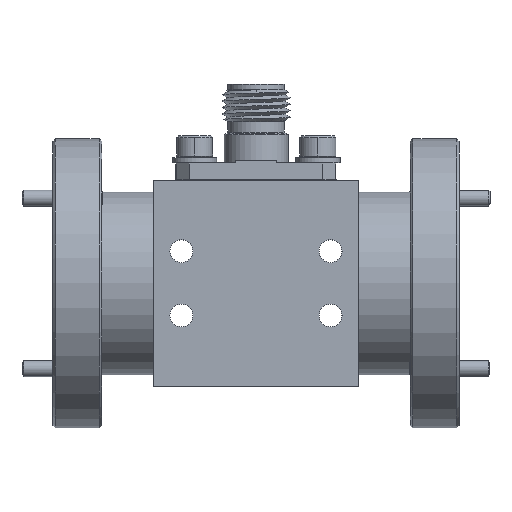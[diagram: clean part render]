
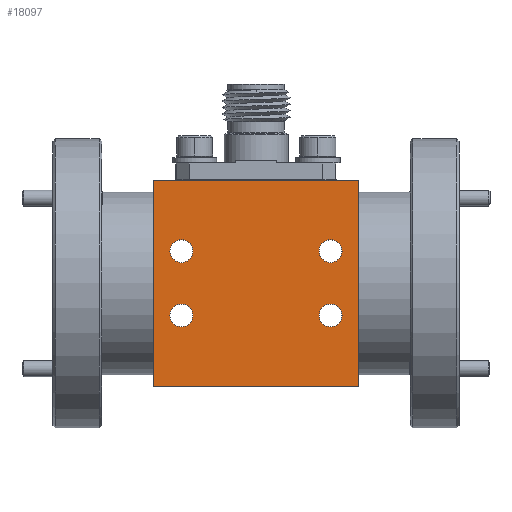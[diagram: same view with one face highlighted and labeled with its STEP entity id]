
A CAD part, front view. The second image highlights one B-rep face of the part: STEP entity #18097.
In plain terms, the highlighted planar face has unit normal (0, -1, 0).
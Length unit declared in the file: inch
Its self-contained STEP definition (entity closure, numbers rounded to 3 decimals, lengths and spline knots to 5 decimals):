
#64 = DIRECTION ( 'NONE',  ( 0., 1., 0. ) ) ;
#147 = CARTESIAN_POINT ( 'NONE',  ( -0.30095, -0.30245, -0.12809 ) ) ;
#172 = CIRCLE ( 'NONE', #12419, 0.0445 ) ;
#214 = VERTEX_POINT ( 'NONE', #18633 ) ;
#357 = DIRECTION ( 'NONE',  ( 0., 0., 1. ) ) ;
#420 = DIRECTION ( 'NONE',  ( 0., 0., 1. ) ) ;
#534 = AXIS2_PLACEMENT_3D ( 'NONE', #15612, #9407, #11004 ) ;
#609 = FACE_OUTER_BOUND ( 'NONE', #19395, .T. ) ;
#732 = CARTESIAN_POINT ( 'NONE',  ( 0.27905, -0.30245, 0.16641 ) ) ;
#944 = DIRECTION ( 'NONE',  ( 0., 0., 1. ) ) ;
#1053 = CIRCLE ( 'NONE', #8831, 0.0445 ) ;
#1625 = CARTESIAN_POINT ( 'NONE',  ( 0.27905, -0.30245, -0.12809 ) ) ;
#1841 = VERTEX_POINT ( 'NONE', #13693 ) ;
#1900 = DIRECTION ( 'NONE',  ( 0., 1., 0. ) ) ;
#1927 = CARTESIAN_POINT ( 'NONE',  ( -0.41095, -0.30245, 0.44141 ) ) ;
#2011 = CIRCLE ( 'NONE', #18740, 0.0445 ) ;
#2074 = CIRCLE ( 'NONE', #19584, 0.0445 ) ;
#2258 = ORIENTED_EDGE ( 'NONE', *, *, #11716, .F. ) ;
#2500 = EDGE_CURVE ( 'NONE', #6774, #16718, #16612, .T. ) ;
#2615 = DIRECTION ( 'NONE',  ( 0., 0., 1. ) ) ;
#2668 = EDGE_CURVE ( 'NONE', #6156, #12018, #14125, .T. ) ;
#2867 = EDGE_CURVE ( 'NONE', #214, #9539, #15608, .T. ) ;
#3014 = VECTOR ( 'NONE', #5420, 39.37008 ) ;
#3110 = CARTESIAN_POINT ( 'NONE',  ( 0.38905, -0.30245, 0.44141 ) ) ;
#3181 = EDGE_CURVE ( 'NONE', #14468, #10493, #17607, .T. ) ;
#3821 = ORIENTED_EDGE ( 'NONE', *, *, #2867, .T. ) ;
#4067 = EDGE_CURVE ( 'NONE', #16718, #6774, #2074, .T. ) ;
#4286 = DIRECTION ( 'NONE',  ( 0., 0., -1. ) ) ;
#4468 = EDGE_CURVE ( 'NONE', #12018, #6156, #9567, .T. ) ;
#4618 = DIRECTION ( 'NONE',  ( 1., 0., 0. ) ) ;
#4907 = CARTESIAN_POINT ( 'NONE',  ( -0.30095, -0.30245, -0.08359 ) ) ;
#5171 = CARTESIAN_POINT ( 'NONE',  ( 0.27905, -0.30245, 0.21091 ) ) ;
#5420 = DIRECTION ( 'NONE',  ( -1., 0., 0. ) ) ;
#5526 = ORIENTED_EDGE ( 'NONE', *, *, #4468, .T. ) ;
#5565 = DIRECTION ( 'NONE',  ( 0., 1., 0. ) ) ;
#5783 = LINE ( 'NONE', #7186, #3014 ) ;
#5944 = EDGE_CURVE ( 'NONE', #18087, #1841, #11896, .T. ) ;
#6156 = VERTEX_POINT ( 'NONE', #147 ) ;
#6474 = EDGE_LOOP ( 'NONE', ( #5526, #19006 ) ) ;
#6774 = VERTEX_POINT ( 'NONE', #9628 ) ;
#7169 = EDGE_CURVE ( 'NONE', #10493, #18087, #15743, .T. ) ;
#7186 = CARTESIAN_POINT ( 'NONE',  ( 0.38905, -0.30245, -0.35859 ) ) ;
#7471 = EDGE_LOOP ( 'NONE', ( #13668, #10469 ) ) ;
#7599 = CARTESIAN_POINT ( 'NONE',  ( 0.38905, -0.30245, 0.44141 ) ) ;
#7728 = CARTESIAN_POINT ( 'NONE',  ( -0.41095, -0.30245, 0.44141 ) ) ;
#8023 = DIRECTION ( 'NONE',  ( 0., 0., 1. ) ) ;
#8128 = VECTOR ( 'NONE', #4286, 39.37008 ) ;
#8566 = AXIS2_PLACEMENT_3D ( 'NONE', #17089, #20037, #944 ) ;
#8671 = CARTESIAN_POINT ( 'NONE',  ( -0.30095, -0.30245, 0.21091 ) ) ;
#8678 = EDGE_LOOP ( 'NONE', ( #13840, #3821 ) ) ;
#8831 = AXIS2_PLACEMENT_3D ( 'NONE', #11740, #16460, #14946 ) ;
#9407 = DIRECTION ( 'NONE',  ( 0., 1., 0. ) ) ;
#9484 = DIRECTION ( 'NONE',  ( 0., 1., 0. ) ) ;
#9539 = VERTEX_POINT ( 'NONE', #5171 ) ;
#9567 = CIRCLE ( 'NONE', #10598, 0.0445 ) ;
#9628 = CARTESIAN_POINT ( 'NONE',  ( -0.30095, -0.30245, 0.12191 ) ) ;
#10003 = CARTESIAN_POINT ( 'NONE',  ( 0.27905, -0.30245, 0.16641 ) ) ;
#10068 = EDGE_CURVE ( 'NONE', #18981, #15132, #1053, .T. ) ;
#10469 = ORIENTED_EDGE ( 'NONE', *, *, #2500, .T. ) ;
#10493 = VERTEX_POINT ( 'NONE', #1927 ) ;
#10598 = AXIS2_PLACEMENT_3D ( 'NONE', #4907, #9484, #12820 ) ;
#10948 = DIRECTION ( 'NONE',  ( 0., 0., 1. ) ) ;
#11004 = DIRECTION ( 'NONE',  ( 0., 0., 1. ) ) ;
#11716 = EDGE_CURVE ( 'NONE', #1841, #14468, #5783, .T. ) ;
#11740 = CARTESIAN_POINT ( 'NONE',  ( 0.27905, -0.30245, -0.08359 ) ) ;
#11896 = LINE ( 'NONE', #7599, #8128 ) ;
#12018 = VERTEX_POINT ( 'NONE', #18747 ) ;
#12118 = EDGE_CURVE ( 'NONE', #15132, #18981, #2011, .T. ) ;
#12357 = FACE_BOUND ( 'NONE', #14082, .T. ) ;
#12419 = AXIS2_PLACEMENT_3D ( 'NONE', #732, #5565, #2615 ) ;
#12436 = ORIENTED_EDGE ( 'NONE', *, *, #3181, .F. ) ;
#12820 = DIRECTION ( 'NONE',  ( 0., 0., 1. ) ) ;
#12850 = FACE_BOUND ( 'NONE', #8678, .T. ) ;
#12929 = DIRECTION ( 'NONE',  ( 0., 1., 0. ) ) ;
#13668 = ORIENTED_EDGE ( 'NONE', *, *, #4067, .T. ) ;
#13693 = CARTESIAN_POINT ( 'NONE',  ( 0.38905, -0.30245, -0.35859 ) ) ;
#13840 = ORIENTED_EDGE ( 'NONE', *, *, #17068, .T. ) ;
#13895 = ORIENTED_EDGE ( 'NONE', *, *, #12118, .T. ) ;
#14082 = EDGE_LOOP ( 'NONE', ( #13895, #17860 ) ) ;
#14125 = CIRCLE ( 'NONE', #534, 0.0445 ) ;
#14286 = DIRECTION ( 'NONE',  ( 0., 1., 0. ) ) ;
#14468 = VERTEX_POINT ( 'NONE', #18847 ) ;
#14946 = DIRECTION ( 'NONE',  ( 0., 0., 1. ) ) ;
#15132 = VERTEX_POINT ( 'NONE', #15149 ) ;
#15149 = CARTESIAN_POINT ( 'NONE',  ( 0.27905, -0.30245, -0.03909 ) ) ;
#15499 = VECTOR ( 'NONE', #4618, 39.37008 ) ;
#15608 = CIRCLE ( 'NONE', #17959, 0.0445 ) ;
#15612 = CARTESIAN_POINT ( 'NONE',  ( -0.30095, -0.30245, -0.08359 ) ) ;
#15743 = LINE ( 'NONE', #18985, #15499 ) ;
#15815 = CARTESIAN_POINT ( 'NONE',  ( -0.01095, -0.30245, 0.04141 ) ) ;
#15966 = CARTESIAN_POINT ( 'NONE',  ( -0.30095, -0.30245, 0.16641 ) ) ;
#16063 = CARTESIAN_POINT ( 'NONE',  ( 0.27905, -0.30245, -0.08359 ) ) ;
#16171 = AXIS2_PLACEMENT_3D ( 'NONE', #15815, #14286, #10948 ) ;
#16460 = DIRECTION ( 'NONE',  ( 0., 1., 0. ) ) ;
#16612 = CIRCLE ( 'NONE', #8566, 0.0445 ) ;
#16718 = VERTEX_POINT ( 'NONE', #8671 ) ;
#17068 = EDGE_CURVE ( 'NONE', #9539, #214, #172, .T. ) ;
#17089 = CARTESIAN_POINT ( 'NONE',  ( -0.30095, -0.30245, 0.16641 ) ) ;
#17152 = ORIENTED_EDGE ( 'NONE', *, *, #5944, .F. ) ;
#17350 = VECTOR ( 'NONE', #18913, 39.37008 ) ;
#17607 = LINE ( 'NONE', #7728, #17350 ) ;
#17860 = ORIENTED_EDGE ( 'NONE', *, *, #10068, .T. ) ;
#17959 = AXIS2_PLACEMENT_3D ( 'NONE', #10003, #1900, #420 ) ;
#18087 = VERTEX_POINT ( 'NONE', #3110 ) ;
#18097 = ADVANCED_FACE ( 'NONE', ( #12357, #12850, #18628, #19371, #609 ), #18998, .F. ) ;
#18628 = FACE_BOUND ( 'NONE', #6474, .T. ) ;
#18633 = CARTESIAN_POINT ( 'NONE',  ( 0.27905, -0.30245, 0.12191 ) ) ;
#18724 = ORIENTED_EDGE ( 'NONE', *, *, #7169, .F. ) ;
#18740 = AXIS2_PLACEMENT_3D ( 'NONE', #16063, #12929, #357 ) ;
#18747 = CARTESIAN_POINT ( 'NONE',  ( -0.30095, -0.30245, -0.03909 ) ) ;
#18847 = CARTESIAN_POINT ( 'NONE',  ( -0.41095, -0.30245, -0.35859 ) ) ;
#18913 = DIRECTION ( 'NONE',  ( 0., 0., 1. ) ) ;
#18981 = VERTEX_POINT ( 'NONE', #1625 ) ;
#18985 = CARTESIAN_POINT ( 'NONE',  ( 0.38905, -0.30245, 0.44141 ) ) ;
#18998 = PLANE ( 'NONE',  #16171 ) ;
#19006 = ORIENTED_EDGE ( 'NONE', *, *, #2668, .T. ) ;
#19371 = FACE_BOUND ( 'NONE', #7471, .T. ) ;
#19395 = EDGE_LOOP ( 'NONE', ( #12436, #2258, #17152, #18724 ) ) ;
#19584 = AXIS2_PLACEMENT_3D ( 'NONE', #15966, #64, #8023 ) ;
#20037 = DIRECTION ( 'NONE',  ( 0., 1., 0. ) ) ;
